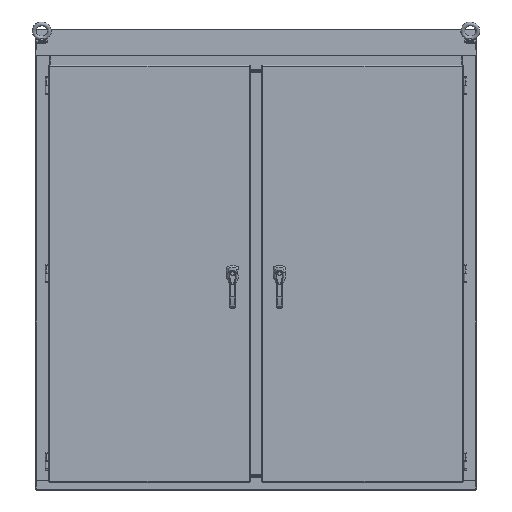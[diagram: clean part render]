
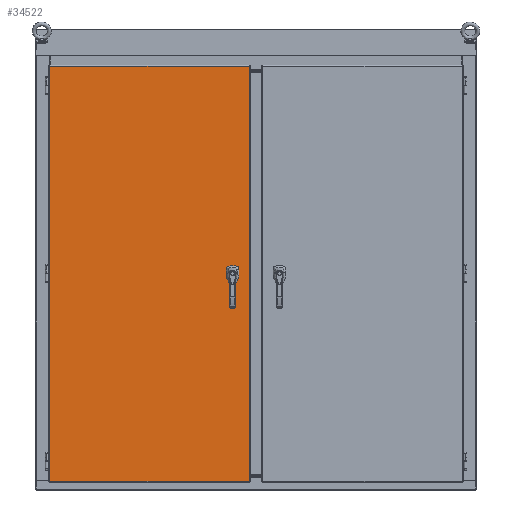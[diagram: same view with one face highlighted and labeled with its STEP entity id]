
A CAD part, front view. The second image highlights one B-rep face of the part: STEP entity #34522.
In plain terms, the highlighted planar face has unit normal (0, -1, 0).
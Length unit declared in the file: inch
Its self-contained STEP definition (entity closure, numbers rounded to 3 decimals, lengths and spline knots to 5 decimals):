
#34 = EDGE_LOOP ( 'NONE', ( #74878, #22918, #77396, #29308 ) ) ;
#1761 = LINE ( 'NONE', #71092, #69903 ) ;
#2529 = CARTESIAN_POINT ( 'NONE',  ( -4.19107, -13.3755, -2.75507 ) ) ;
#3284 = VERTEX_POINT ( 'NONE', #19369 ) ;
#4984 = EDGE_CURVE ( 'NONE', #34998, #3284, #55891, .T. ) ;
#5838 = DIRECTION ( 'NONE',  ( -1., 0., 0. ) ) ;
#6455 = VERTEX_POINT ( 'NONE', #34040 ) ;
#7296 = DIRECTION ( 'NONE',  ( 0., 0., -1. ) ) ;
#7392 = CARTESIAN_POINT ( 'NONE',  ( -35.1905, -13.3755, -37.73757 ) ) ;
#7915 = ORIENTED_EDGE ( 'NONE', *, *, #67262, .F. ) ;
#8799 = EDGE_CURVE ( 'NONE', #60430, #6455, #1761, .T. ) ;
#9402 = LINE ( 'NONE', #60042, #45867 ) ;
#9442 = CIRCLE ( 'NONE', #65141, 0.443 ) ;
#9973 = CARTESIAN_POINT ( 'NONE',  ( -3.9915, -13.3755, -3.69757 ) ) ;
#10548 = ORIENTED_EDGE ( 'NONE', *, *, #72450, .F. ) ;
#10854 = EDGE_CURVE ( 'NONE', #19956, #19956, #77015, .T. ) ;
#10962 = EDGE_CURVE ( 'NONE', #45768, #60229, #35885, .T. ) ;
#11411 = LINE ( 'NONE', #54990, #44281 ) ;
#11813 = CARTESIAN_POINT ( 'NONE',  ( -4.387, -13.3755, -2.55914 ) ) ;
#12469 = LINE ( 'NONE', #31147, #22920 ) ;
#13422 = ORIENTED_EDGE ( 'NONE', *, *, #4984, .F. ) ;
#14261 = CARTESIAN_POINT ( 'NONE',  ( -3.79193, -13.3755, -2.75507 ) ) ;
#16436 = DIRECTION ( 'NONE',  ( 0., 0., -1. ) ) ;
#16647 = VERTEX_POINT ( 'NONE', #7392 ) ;
#16977 = DIRECTION ( 'NONE',  ( 0., 0., 1. ) ) ;
#17916 = EDGE_CURVE ( 'NONE', #6455, #16647, #80775, .T. ) ;
#18441 = PLANE ( 'NONE',  #52356 ) ;
#18554 = CARTESIAN_POINT ( 'NONE',  ( -1.1215, -13.3755, 33.01843 ) ) ;
#19267 = FACE_BOUND ( 'NONE', #49215, .T. ) ;
#19369 = CARTESIAN_POINT ( 'NONE',  ( -3.79193, -13.3755, -1.96407 ) ) ;
#19712 = ORIENTED_EDGE ( 'NONE', *, *, #10854, .F. ) ;
#19956 = VERTEX_POINT ( 'NONE', #64759 ) ;
#22918 = ORIENTED_EDGE ( 'NONE', *, *, #70978, .F. ) ;
#22920 = VECTOR ( 'NONE', #5838, 39.37008 ) ;
#24827 = CARTESIAN_POINT ( 'NONE',  ( -4.19107, -13.3755, -1.96407 ) ) ;
#25115 = DIRECTION ( 'NONE',  ( 0., -1., 0. ) ) ;
#25983 = DIRECTION ( 'NONE',  ( 0., -1., 0. ) ) ;
#27547 = EDGE_CURVE ( 'NONE', #55769, #32273, #80803, .T. ) ;
#29308 = ORIENTED_EDGE ( 'NONE', *, *, #8799, .F. ) ;
#29316 = DIRECTION ( 'NONE',  ( 0., 0., 1. ) ) ;
#29876 = CARTESIAN_POINT ( 'NONE',  ( -3.9915, -13.3755, -2.35957 ) ) ;
#31147 = CARTESIAN_POINT ( 'NONE',  ( -18.156, -13.3755, -1.96407 ) ) ;
#31274 = DIRECTION ( 'NONE',  ( 0., 0., -1. ) ) ;
#31741 = ORIENTED_EDGE ( 'NONE', *, *, #80901, .F. ) ;
#31907 = AXIS2_PLACEMENT_3D ( 'NONE', #9973, #55189, #68488 ) ;
#32273 = VERTEX_POINT ( 'NONE', #14261 ) ;
#32509 = FACE_BOUND ( 'NONE', #40562, .T. ) ;
#34040 = CARTESIAN_POINT ( 'NONE',  ( -1.1215, -13.3755, -37.73757 ) ) ;
#34522 = ADVANCED_FACE ( 'NONE', ( #43741, #32509, #19267 ), #18441, .F. ) ;
#34998 = VERTEX_POINT ( 'NONE', #68983 ) ;
#35885 = CIRCLE ( 'NONE', #61079, 0.443 ) ;
#36458 = ORIENTED_EDGE ( 'NONE', *, *, #10962, .F. ) ;
#36510 = DIRECTION ( 'NONE',  ( 0., -1., 0. ) ) ;
#36781 = DIRECTION ( 'NONE',  ( -1., 0., 0. ) ) ;
#37421 = CIRCLE ( 'NONE', #40079, 0.443 ) ;
#38307 = DIRECTION ( 'NONE',  ( 0., -1., 0. ) ) ;
#39205 = CARTESIAN_POINT ( 'NONE',  ( -3.9915, -13.3755, -2.35957 ) ) ;
#40079 = AXIS2_PLACEMENT_3D ( 'NONE', #39205, #25115, #81957 ) ;
#40562 = EDGE_LOOP ( 'NONE', ( #19712 ) ) ;
#43741 = FACE_OUTER_BOUND ( 'NONE', #34, .T. ) ;
#44136 = CARTESIAN_POINT ( 'NONE',  ( -3.9915, -13.3755, -2.35957 ) ) ;
#44281 = VECTOR ( 'NONE', #16436, 39.37008 ) ;
#45768 = VERTEX_POINT ( 'NONE', #24827 ) ;
#45867 = VECTOR ( 'NONE', #29316, 39.37008 ) ;
#45887 = CARTESIAN_POINT ( 'NONE',  ( -3.9915, -13.3755, -2.35957 ) ) ;
#46868 = VERTEX_POINT ( 'NONE', #74512 ) ;
#49215 = EDGE_LOOP ( 'NONE', ( #31741, #49741, #36458, #7915, #13422, #10548, #77981, #78463 ) ) ;
#49741 = ORIENTED_EDGE ( 'NONE', *, *, #54054, .F. ) ;
#50373 = CARTESIAN_POINT ( 'NONE',  ( -18.156, -13.3755, -2.35957 ) ) ;
#51755 = EDGE_CURVE ( 'NONE', #32273, #57931, #37421, .T. ) ;
#52356 = AXIS2_PLACEMENT_3D ( 'NONE', #50373, #57830, #69079 ) ;
#54054 = EDGE_CURVE ( 'NONE', #60229, #54079, #11411, .T. ) ;
#54079 = VERTEX_POINT ( 'NONE', #11813 ) ;
#54990 = CARTESIAN_POINT ( 'NONE',  ( -4.387, -13.3755, -2.35957 ) ) ;
#55189 = DIRECTION ( 'NONE',  ( 0., -1., 0. ) ) ;
#55769 = VERTEX_POINT ( 'NONE', #2529 ) ;
#55891 = CIRCLE ( 'NONE', #70501, 0.443 ) ;
#56647 = VECTOR ( 'NONE', #36781, 39.37008 ) ;
#57830 = DIRECTION ( 'NONE',  ( 0., 1., 0. ) ) ;
#57931 = VERTEX_POINT ( 'NONE', #81317 ) ;
#60042 = CARTESIAN_POINT ( 'NONE',  ( -3.596, -13.3755, -2.35957 ) ) ;
#60229 = VERTEX_POINT ( 'NONE', #77567 ) ;
#60430 = VERTEX_POINT ( 'NONE', #18554 ) ;
#60843 = LINE ( 'NONE', #63602, #70955 ) ;
#61079 = AXIS2_PLACEMENT_3D ( 'NONE', #29876, #36510, #75923 ) ;
#63602 = CARTESIAN_POINT ( 'NONE',  ( -18.156, -13.3755, 33.01843 ) ) ;
#64759 = CARTESIAN_POINT ( 'NONE',  ( -3.9915, -13.3755, -3.86457 ) ) ;
#65141 = AXIS2_PLACEMENT_3D ( 'NONE', #44136, #38307, #31274 ) ;
#66465 = DIRECTION ( 'NONE',  ( 0., 0., -1. ) ) ;
#66960 = VECTOR ( 'NONE', #16977, 39.37008 ) ;
#67011 = VECTOR ( 'NONE', #72967, 39.37008 ) ;
#67262 = EDGE_CURVE ( 'NONE', #3284, #45768, #12469, .T. ) ;
#68488 = DIRECTION ( 'NONE',  ( 0., 0., -1. ) ) ;
#68983 = CARTESIAN_POINT ( 'NONE',  ( -3.596, -13.3755, -2.16 ) ) ;
#69079 = DIRECTION ( 'NONE',  ( 0., 0., 1. ) ) ;
#69903 = VECTOR ( 'NONE', #66465, 39.37008 ) ;
#70501 = AXIS2_PLACEMENT_3D ( 'NONE', #45887, #25983, #7296 ) ;
#70955 = VECTOR ( 'NONE', #81496, 39.37008 ) ;
#70978 = EDGE_CURVE ( 'NONE', #16647, #46868, #73843, .T. ) ;
#71092 = CARTESIAN_POINT ( 'NONE',  ( -1.1215, -13.3755, -2.35957 ) ) ;
#71397 = EDGE_CURVE ( 'NONE', #46868, #60430, #60843, .T. ) ;
#72450 = EDGE_CURVE ( 'NONE', #57931, #34998, #9402, .T. ) ;
#72967 = DIRECTION ( 'NONE',  ( 1., 0., 0. ) ) ;
#73401 = CARTESIAN_POINT ( 'NONE',  ( -18.156, -13.3755, -2.75507 ) ) ;
#73843 = LINE ( 'NONE', #74244, #66960 ) ;
#74244 = CARTESIAN_POINT ( 'NONE',  ( -35.1905, -13.3755, -2.35957 ) ) ;
#74512 = CARTESIAN_POINT ( 'NONE',  ( -35.1905, -13.3755, 33.01843 ) ) ;
#74878 = ORIENTED_EDGE ( 'NONE', *, *, #71397, .F. ) ;
#74996 = CARTESIAN_POINT ( 'NONE',  ( -18.156, -13.3755, -37.73757 ) ) ;
#75923 = DIRECTION ( 'NONE',  ( 0., 0., -1. ) ) ;
#77015 = CIRCLE ( 'NONE', #31907, 0.167 ) ;
#77396 = ORIENTED_EDGE ( 'NONE', *, *, #17916, .F. ) ;
#77567 = CARTESIAN_POINT ( 'NONE',  ( -4.387, -13.3755, -2.16 ) ) ;
#77981 = ORIENTED_EDGE ( 'NONE', *, *, #51755, .F. ) ;
#78463 = ORIENTED_EDGE ( 'NONE', *, *, #27547, .F. ) ;
#80775 = LINE ( 'NONE', #74996, #56647 ) ;
#80803 = LINE ( 'NONE', #73401, #67011 ) ;
#80901 = EDGE_CURVE ( 'NONE', #54079, #55769, #9442, .T. ) ;
#81317 = CARTESIAN_POINT ( 'NONE',  ( -3.596, -13.3755, -2.55914 ) ) ;
#81496 = DIRECTION ( 'NONE',  ( 1., 0., 0. ) ) ;
#81957 = DIRECTION ( 'NONE',  ( 0., 0., -1. ) ) ;
